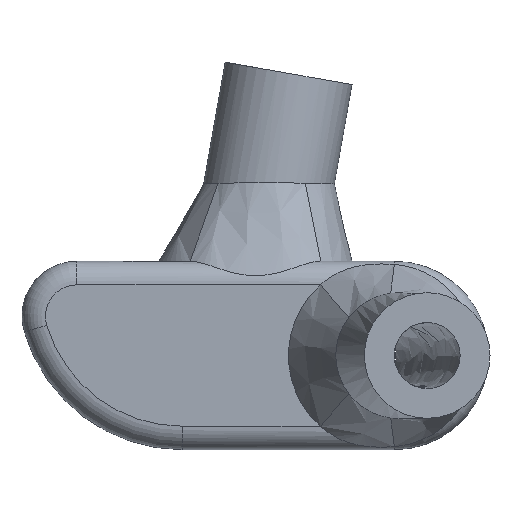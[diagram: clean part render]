
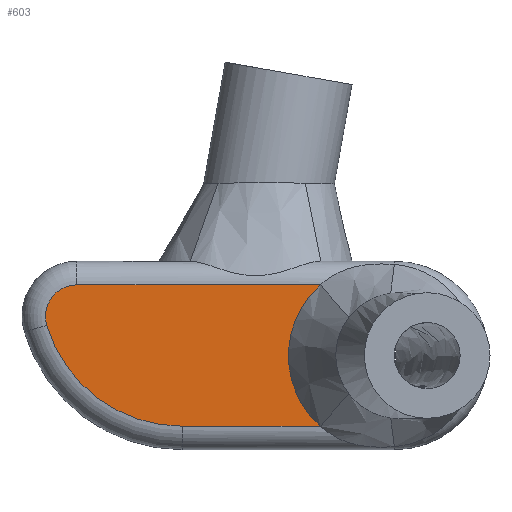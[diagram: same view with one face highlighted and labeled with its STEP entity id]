
A CAD part, front view. The second image highlights one B-rep face of the part: STEP entity #603.
In plain terms, the highlighted planar face has unit normal (0, -1, 0).
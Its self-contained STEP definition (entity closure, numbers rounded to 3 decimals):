
#31=PLANE('',#654);
#47=CIRCLE('',#655,2.);
#48=CIRCLE('',#656,9.);
#95=FACE_OUTER_BOUND('',#135,.T.);
#135=EDGE_LOOP('',(#492,#493,#494,#495,#496));
#179=B_SPLINE_CURVE_WITH_KNOTS('',3,(#1336,#1337,#1338,#1339,#1340,#1341),
 .UNSPECIFIED.,.F.,.F.,(4,1,1,4),(0.723,1.45,1.934,
2.419),.UNSPECIFIED.);
#195=LINE('',#1062,#224);
#212=LINE('',#1494,#241);
#224=VECTOR('',#701,10.);
#241=VECTOR('',#744,10.);
#259=VERTEX_POINT('',#1059);
#260=VERTEX_POINT('',#1061);
#280=VERTEX_POINT('',#1335);
#286=VERTEX_POINT('',#1493);
#289=VERTEX_POINT('',#1501);
#317=EDGE_CURVE('',#259,#260,#195,.T.);
#349=EDGE_CURVE('',#260,#280,#179,.T.);
#360=EDGE_CURVE('',#280,#286,#212,.T.);
#364=EDGE_CURVE('',#289,#259,#47,.T.);
#365=EDGE_CURVE('',#286,#289,#48,.T.);
#492=ORIENTED_EDGE('',*,*,#349,.F.);
#493=ORIENTED_EDGE('',*,*,#317,.F.);
#494=ORIENTED_EDGE('',*,*,#364,.F.);
#495=ORIENTED_EDGE('',*,*,#365,.F.);
#496=ORIENTED_EDGE('',*,*,#360,.F.);
#603=ADVANCED_FACE('',(#95),#31,.T.);
#654=AXIS2_PLACEMENT_3D('',#1500,#750,#751);
#655=AXIS2_PLACEMENT_3D('',#1502,#752,#753);
#656=AXIS2_PLACEMENT_3D('',#1503,#754,#755);
#701=DIRECTION('',(1.,0.,0.));
#744=DIRECTION('',(-1.,0.,0.));
#750=DIRECTION('center_axis',(0.,-1.,0.));
#751=DIRECTION('ref_axis',(0.,0.,-1.));
#752=DIRECTION('center_axis',(0.,1.,0.));
#753=DIRECTION('ref_axis',(-0.802,0.,0.598));
#754=DIRECTION('center_axis',(0.,1.,0.));
#755=DIRECTION('ref_axis',(-0.598,0.,-0.802));
#1059=CARTESIAN_POINT('',(1241.836,-6.,4.5));
#1061=CARTESIAN_POINT('',(1257.329,-6.,4.5));
#1062=CARTESIAN_POINT('',(1245.544,-6.,4.5));
#1335=CARTESIAN_POINT('',(1257.329,-6.,-4.5));
#1336=CARTESIAN_POINT('Ctrl Pts',(1257.329,-6.,4.5));
#1337=CARTESIAN_POINT('Ctrl Pts',(1256.238,-6.,3.538));
#1338=CARTESIAN_POINT('Ctrl Pts',(1255.042,-6.,1.251));
#1339=CARTESIAN_POINT('Ctrl Pts',(1255.469,-6.,-2.22));
#1340=CARTESIAN_POINT('Ctrl Pts',(1256.602,-6.,-3.859));
#1341=CARTESIAN_POINT('Ctrl Pts',(1257.329,-6.,-4.5));
#1493=CARTESIAN_POINT('',(1248.544,-6.,-4.5));
#1494=CARTESIAN_POINT('',(1260.544,-6.,-4.5));
#1500=CARTESIAN_POINT('Origin',(1253.044,-6.,0.));
#1501=CARTESIAN_POINT('',(1239.919,-6.,1.929));
#1502=CARTESIAN_POINT('Origin',(1241.836,-6.,2.5));
#1503=CARTESIAN_POINT('Origin',(1248.544,-6.,4.5));
